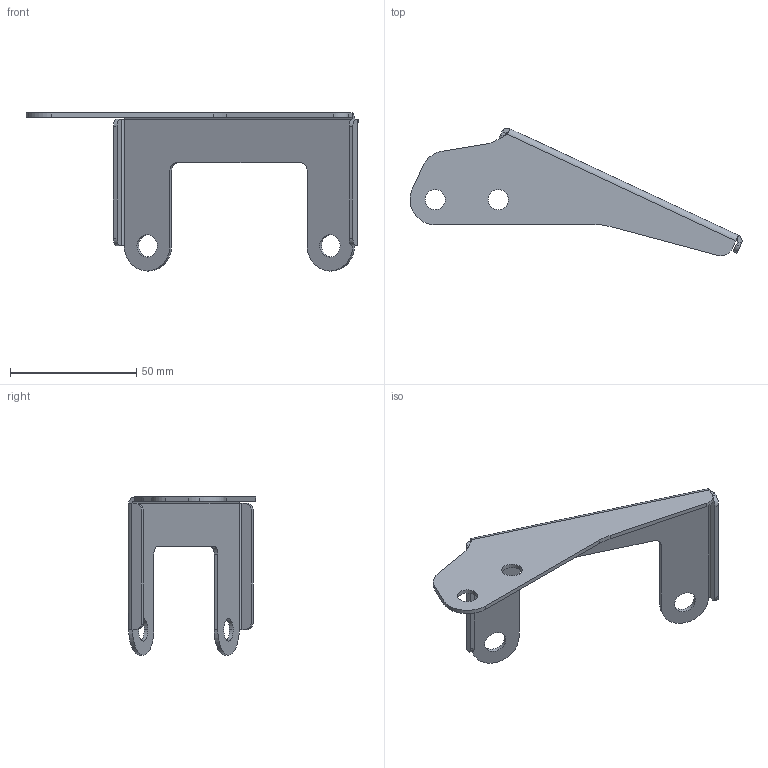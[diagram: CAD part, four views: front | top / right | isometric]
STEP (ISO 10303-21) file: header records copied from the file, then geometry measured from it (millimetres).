
FILE_DESCRIPTION (( 'STEP AP214' ), '1' );
FILE_NAME ('38 - coil bracket 620.STEP', '2016-11-26T22:49:30', ( '' ), ( '' ), 'SwSTEP 2.0', 'SolidWorks 2014', '' );
FILE_SCHEMA (( 'AUTOMOTIVE_DESIGN' ));
Length unit declared in the file: millimetre
Products named in the file (1): 38 - coil bracket 620
Bounding box: 131.63 x 50.54 x 62.65 mm (x, y, z)
Volume: 11291.2 mm3; surface area: 14686.1 mm2
Topology: 1 solids, 1 shells, 57 faces, 141 edges, 86 vertices
Faces by surface type: plane 29, cylinder 28
Entity records: 1729 total; most frequent: DIRECTION 313, CARTESIAN_POINT 285, ORIENTED_EDGE 282, EDGE_CURVE 141, AXIS2_PLACEMENT_3D 114, VERTEX_POINT 86, LINE 85, VECTOR 85
